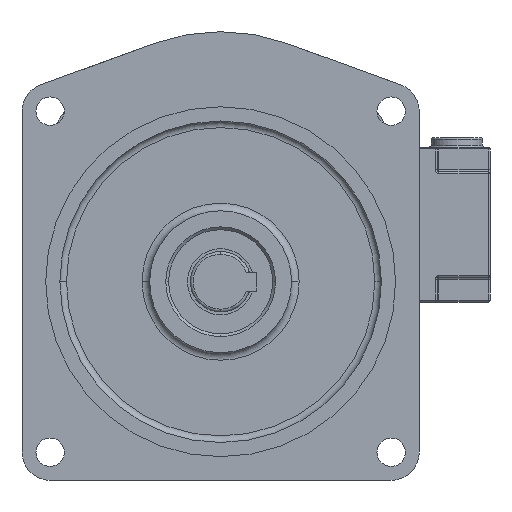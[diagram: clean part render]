
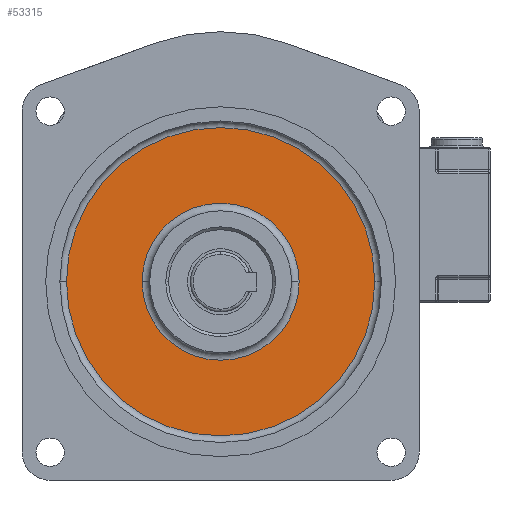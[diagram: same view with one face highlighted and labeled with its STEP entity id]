
A CAD part, front view. The second image highlights one B-rep face of the part: STEP entity #53315.
In plain terms, the highlighted planar face has unit normal (0, -1, 0).
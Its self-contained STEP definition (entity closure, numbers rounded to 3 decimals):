
#67 = DIRECTION ( 'NONE',  ( 0., -1., 0. ) ) ;
#79 = DIRECTION ( 'NONE',  ( 1., 0., -0.006 ) ) ;
#1295 = EDGE_LOOP ( 'NONE', ( #45533, #17846 ) ) ;
#3462 = EDGE_CURVE ( 'NONE', #39188, #15702, #6794, .T. ) ;
#4709 = CARTESIAN_POINT ( 'NONE',  ( 0., -8., -30.2 ) ) ;
#5004 = FACE_BOUND ( 'NONE', #25644, .T. ) ;
#5794 = EDGE_CURVE ( 'NONE', #15702, #39188, #11485, .T. ) ;
#6445 = CARTESIAN_POINT ( 'NONE',  ( -41.5, -8., -30.166 ) ) ;
#6789 = EDGE_CURVE ( 'NONE', #44168, #33104, #56709, .T. ) ;
#6794 = CIRCLE ( 'NONE', #41077, 41.5 ) ;
#8698 = DIRECTION ( 'NONE',  ( 0., -1., 0. ) ) ;
#9070 = CARTESIAN_POINT ( 'NONE',  ( 0., -8., -30.2 ) ) ;
#9825 = DIRECTION ( 'NONE',  ( -1., 0., -0.013 ) ) ;
#11485 = CIRCLE ( 'NONE', #30006, 41.5 ) ;
#12909 = EDGE_CURVE ( 'NONE', #33104, #44168, #35450, .T. ) ;
#15702 = VERTEX_POINT ( 'NONE', #6445 ) ;
#16533 = CARTESIAN_POINT ( 'NONE',  ( 41.5, -8., -30.234 ) ) ;
#17846 = ORIENTED_EDGE ( 'NONE', *, *, #6789, .T. ) ;
#25644 = EDGE_LOOP ( 'NONE', ( #27698, #49267 ) ) ;
#27698 = ORIENTED_EDGE ( 'NONE', *, *, #5794, .F. ) ;
#30006 = AXIS2_PLACEMENT_3D ( 'NONE', #49549, #8698, #9825 ) ;
#30290 = DIRECTION ( 'NONE',  ( 0., -1., 0. ) ) ;
#30826 = DIRECTION ( 'NONE',  ( 0., -1., 0. ) ) ;
#31400 = DIRECTION ( 'NONE',  ( 0., 0., -1. ) ) ;
#33104 = VERTEX_POINT ( 'NONE', #33443 ) ;
#33443 = CARTESIAN_POINT ( 'NONE',  ( 81.5, -8., -30.2 ) ) ;
#34594 = DIRECTION ( 'NONE',  ( 1., 0., 0.013 ) ) ;
#35450 = CIRCLE ( 'NONE', #51150, 81.5 ) ;
#36585 = FACE_OUTER_BOUND ( 'NONE', #1295, .T. ) ;
#38686 = DIRECTION ( 'NONE',  ( -1., 0., 0.006 ) ) ;
#39188 = VERTEX_POINT ( 'NONE', #16533 ) ;
#39920 = AXIS2_PLACEMENT_3D ( 'NONE', #49356, #40090, #31400 ) ;
#40090 = DIRECTION ( 'NONE',  ( 0., -1., 0. ) ) ;
#41077 = AXIS2_PLACEMENT_3D ( 'NONE', #4709, #67, #34594 ) ;
#44168 = VERTEX_POINT ( 'NONE', #45425 ) ;
#44440 = PLANE ( 'NONE',  #39920 ) ;
#45425 = CARTESIAN_POINT ( 'NONE',  ( -81.5, -8., -30.2 ) ) ;
#45533 = ORIENTED_EDGE ( 'NONE', *, *, #12909, .T. ) ;
#45581 = AXIS2_PLACEMENT_3D ( 'NONE', #9070, #30826, #79 ) ;
#47394 = CARTESIAN_POINT ( 'NONE',  ( 0., -8., -30.2 ) ) ;
#49267 = ORIENTED_EDGE ( 'NONE', *, *, #3462, .F. ) ;
#49356 = CARTESIAN_POINT ( 'NONE',  ( 0., -8., 0. ) ) ;
#49549 = CARTESIAN_POINT ( 'NONE',  ( 0., -8., -30.2 ) ) ;
#51150 = AXIS2_PLACEMENT_3D ( 'NONE', #47394, #30290, #38686 ) ;
#53315 = ADVANCED_FACE ( 'NONE', ( #36585, #5004 ), #44440, .T. ) ;
#56709 = CIRCLE ( 'NONE', #45581, 81.5 ) ;
